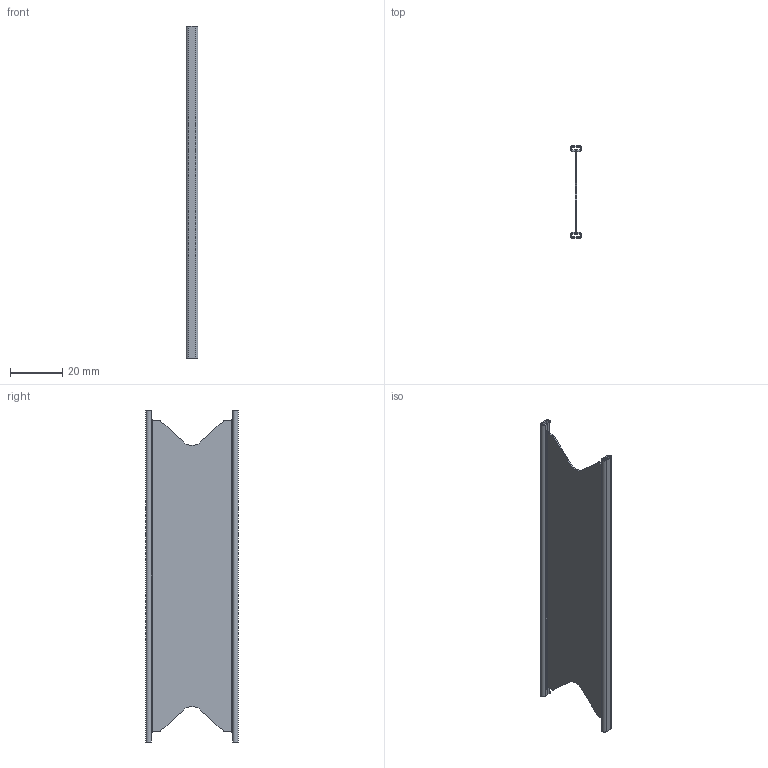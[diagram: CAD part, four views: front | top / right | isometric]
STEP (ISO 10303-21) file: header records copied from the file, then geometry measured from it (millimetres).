
FILE_DESCRIPTION(/* description */ (''),/* implementation_level */ '2;1');
FILE_NAME(/* name */ 'C Stayplate 120.stp',/* time_stamp */ '2024-10-03T11:27:55+02:00',/* author */ ('se-marfre'),/* organization */ (''),/* preprocessor_version */ 'ST-DEVELOPER v19.2',/* originating_system */ 'Autodesk Inventor 2023',/* authorisation */ '');
FILE_SCHEMA (('AUTOMOTIVE_DESIGN { 1 0 10303 214 3 1 1 }'));
Length unit declared in the file: millimetre
Products named in the file (1): C Stayplate 120
Bounding box: 4.5 x 35.3 x 127 mm (x, y, z)
Volume: 2942.2 mm3; surface area: 11961.5 mm2
Topology: 1 solids, 1 shells, 50 faces, 144 edges, 96 vertices
Faces by surface type: plane 28, cylinder 22
Entity records: 1774 total; most frequent: CARTESIAN_POINT 331, ORIENTED_EDGE 288, DIRECTION 278, EDGE_CURVE 144, LINE 96, VECTOR 96, VERTEX_POINT 96, AXIS2_PLACEMENT_3D 91
